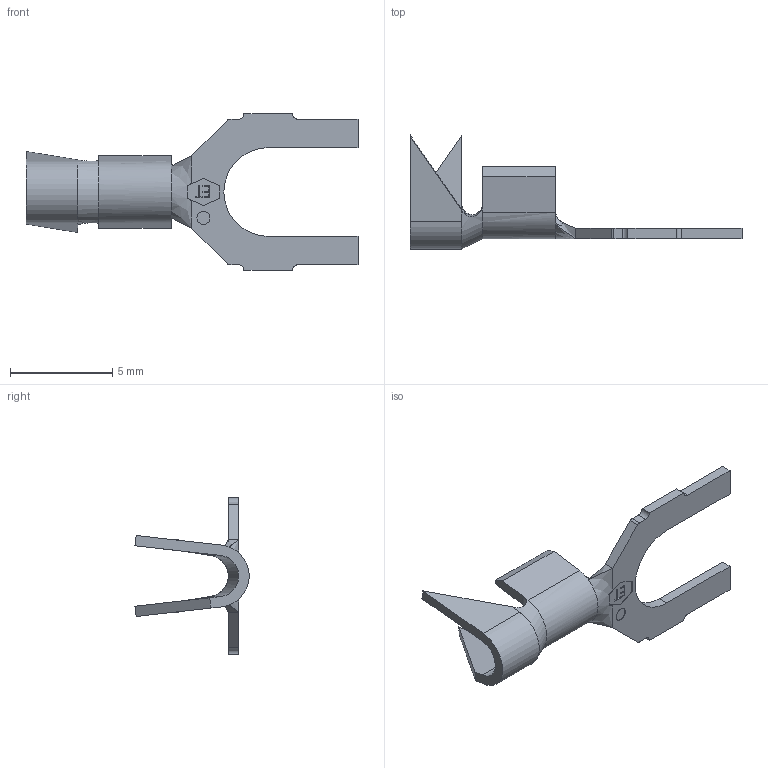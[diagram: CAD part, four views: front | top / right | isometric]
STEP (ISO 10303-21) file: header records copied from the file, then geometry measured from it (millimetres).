
FILE_DESCRIPTION (( 'STEP AP203' ), '1' );
FILE_NAME ('03570.STEP', '2019-12-30T14:15:59', ( 'tempuser' ), ( 'Microsoft' ), 'SwSTEP 2.0', 'SolidWorks 2019', '' );
FILE_SCHEMA (( 'CONFIG_CONTROL_DESIGN' ));
Length unit declared in the file: inch
Products named in the file (1): 03570
Bounding box: 16.26 x 5.58 x 7.65 mm (x, y, z)
Volume: 42.9 mm3; surface area: 214.6 mm2
Topology: 1 solids, 1 shells, 138 faces, 355 edges, 222 vertices
Faces by surface type: plane 96, cylinder 21, bspline 13, cone 8
Entity records: 4362 total; most frequent: CARTESIAN_POINT 1029, ORIENTED_EDGE 710, DIRECTION 616, EDGE_CURVE 355, VECTOR 272, LINE 272, VERTEX_POINT 222, AXIS2_PLACEMENT_3D 172
